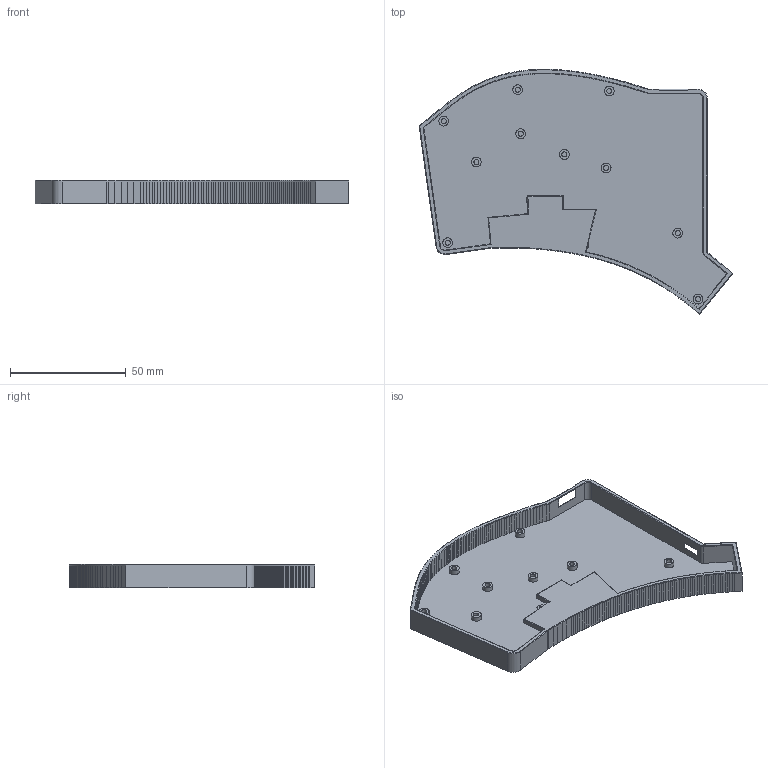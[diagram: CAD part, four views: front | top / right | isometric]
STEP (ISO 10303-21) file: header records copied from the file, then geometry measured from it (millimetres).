
FILE_DESCRIPTION(/* description */ (''),/* implementation_level */ '2;1');
FILE_NAME(/* name */ 'Left Top Case.step',/* time_stamp */ '2026-02-19T23:41:10+09:00',/* author */ (''),/* organization */ (''),/* preprocessor_version */ 'ST-DEVELOPER v20.1',/* originating_system */ 'Autodesk Translation Framework v14.24.0.0',/* authorisation */ '');
FILE_SCHEMA (('AUTOMOTIVE_DESIGN { 1 0 10303 214 3 1 1 }'));
Length unit declared in the file: millimetre
Products named in the file (1): 2026-02-19-23-41-10-054
Bounding box: 135.39 x 105.8 x 10 mm (x, y, z)
Volume: 18012 mm3; surface area: 28721.5 mm2
Topology: 1 solids, 1 shells, 718 faces, 1760 edges, 1068 vertices
Faces by surface type: plane 375, cylinder 338, torus 5
Full cylindrical faces by diameter (mm): 2.2 x12, 4.2 x12
Entity records: 24300 total; most frequent: CARTESIAN_POINT 7624, ORIENTED_EDGE 3520, DIRECTION 3275, EDGE_CURVE 1760, LINE 1381, VECTOR 1381, VERTEX_POINT 1068, AXIS2_PLACEMENT_3D 947
